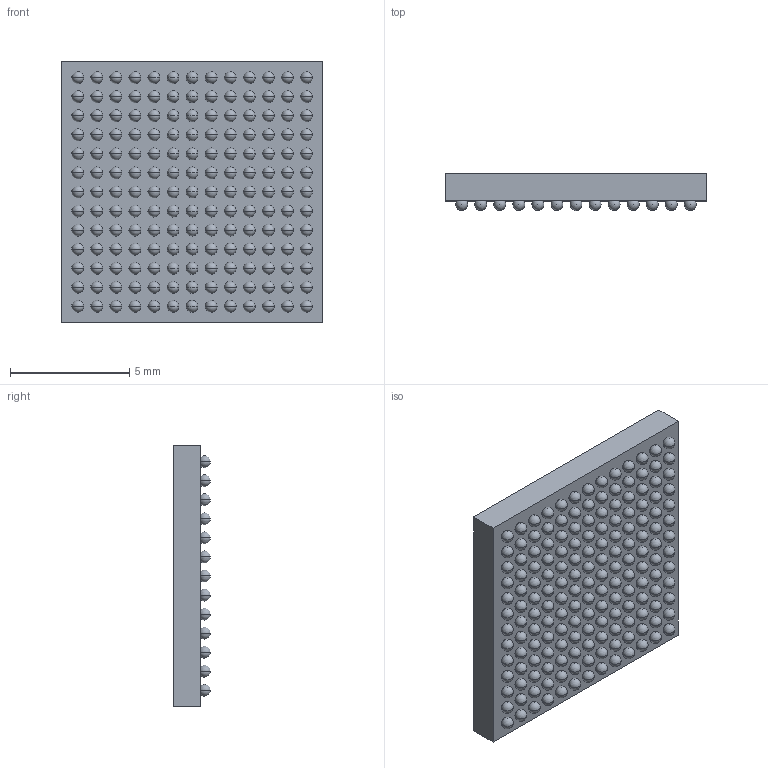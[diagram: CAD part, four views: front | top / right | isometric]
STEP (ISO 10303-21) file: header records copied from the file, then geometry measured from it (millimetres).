
FILE_DESCRIPTION (( 'STEP AP214' ), '1' );
FILE_NAME ('10M08SAU169C8G.STEP', '2020-06-22T21:54:22', ( '' ), ( '' ), 'SwSTEP 2.0', 'SolidWorks 2018', '' );
FILE_SCHEMA (( 'AUTOMOTIVE_DESIGN' ));
Length unit declared in the file: millimetre
Products named in the file (1): 10M08SAU169C8G
Bounding box: 11 x 1.55 x 11 mm (x, y, z)
Volume: 149.1 mm3; surface area: 420 mm2
Topology: 170 solids, 170 shells, 513 faces, 1533 edges, 1022 vertices
Faces by surface type: sphere 338, plane 175
Entity records: 12865 total; most frequent: DIRECTION 2392, CARTESIAN_POINT 1717, ORIENTED_EDGE 1376, AXIS2_PLACEMENT_3D 1190, EDGE_CURVE 688, CIRCLE 676, VERTEX_POINT 515, EDGE_LOOP 513
